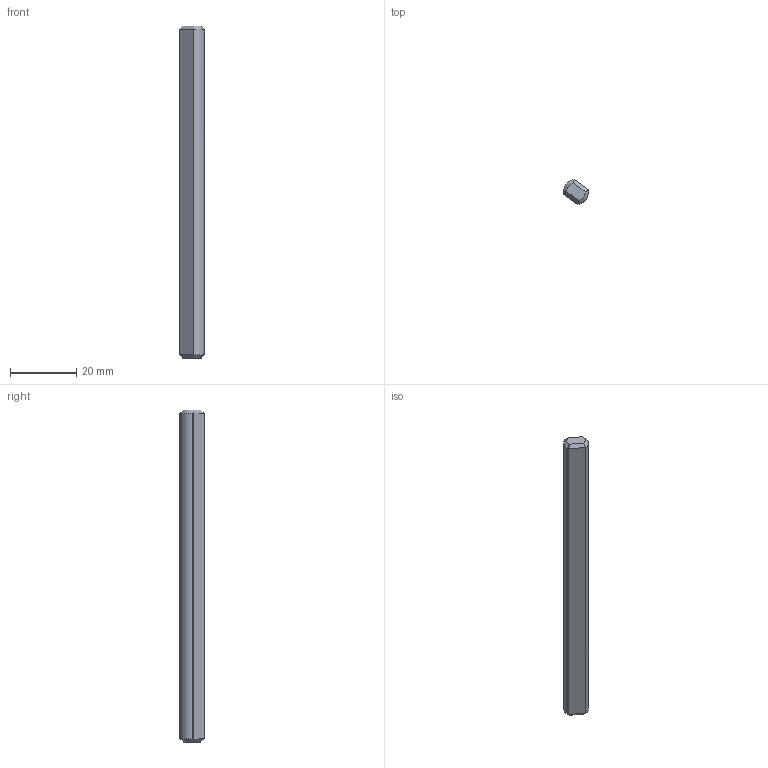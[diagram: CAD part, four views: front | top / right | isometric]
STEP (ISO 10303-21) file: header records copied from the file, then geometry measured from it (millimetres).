
FILE_DESCRIPTION (( 'STEP AP214' ), '1' );
FILE_NAME ('d_shaft_100mm.STEP', '2022-11-24T04:16:57', ( '' ), ( '' ), 'SwSTEP 2.0', 'SolidWorks 2020', '' );
FILE_SCHEMA (( 'AUTOMOTIVE_DESIGN' ));
Length unit declared in the file: millimetre
Products named in the file (1): d_shaft_100mm
Bounding box: 7.5 x 7.43 x 100 mm (x, y, z)
Volume: 3595 mm3; surface area: 2282.1 mm2
Topology: 1 solids, 1 shells, 17 faces, 36 edges, 21 vertices
Faces by surface type: plane 8, cone 6, cylinder 3
Entity records: 493 total; most frequent: CARTESIAN_POINT 105, DIRECTION 73, ORIENTED_EDGE 72, EDGE_CURVE 36, AXIS2_PLACEMENT_3D 29, VERTEX_POINT 21, ADVANCED_FACE 17, EDGE_LOOP 17
